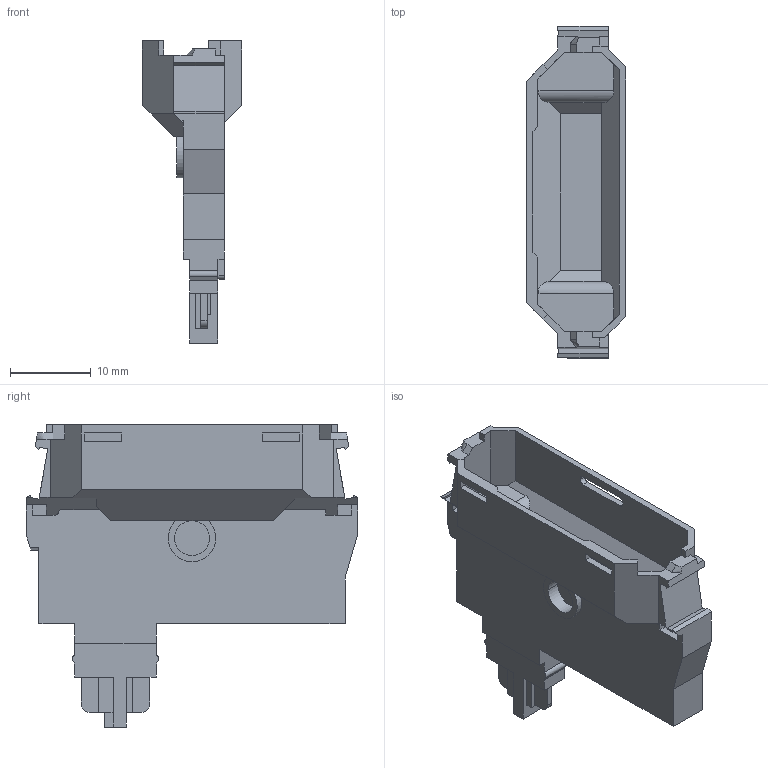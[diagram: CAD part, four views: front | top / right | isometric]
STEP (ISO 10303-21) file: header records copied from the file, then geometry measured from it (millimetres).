
FILE_DESCRIPTION(('Creo Elements/Direct Modeling STEP Export'),'2;1');
FILE_NAME('model.stp','2017-10-17T 9:12:43',(''),(''),'Creo Elements/Direct Modeling STEP processor for AP214 (Solid Model)','Creo Elements/Direct Modeling 18.1I 14-Aug-2016 (C) Parametric Technology GmbH','');
FILE_SCHEMA(('AUTOMOTIVE_DESIGN { 1 0 10303 214 1 1 1 1 }'));
Length unit declared in the file: millimetre
Products named in the file (2): P_CO_XL_UT-select
Assembly tree (1 placements, depth 2):
  P_CO_XL_UT-select
    P_CO_XL_UT-select
Bounding box: 12.3 x 41.2 x 37.5 mm (x, y, z)
Volume: 4148.5 mm3; surface area: 4141.8 mm2
Topology: 1 solids, 1 shells, 175 faces, 525 edges, 350 vertices
Faces by surface type: plane 158, cylinder 15, cone 2
Entity records: 7447 total; most frequent: CARTESIAN_POINT 1301, ORIENTED_EDGE 1050, DIRECTION 879, EDGE_CURVE 525, VECTOR 483, LINE 483, VERTEX_POINT 350, AXIS2_PLACEMENT_3D 198
